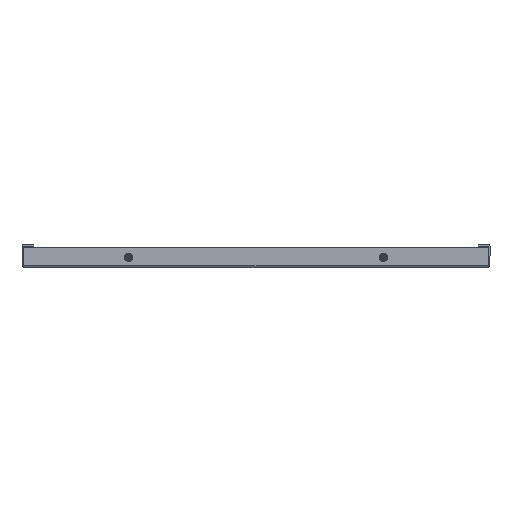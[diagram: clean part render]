
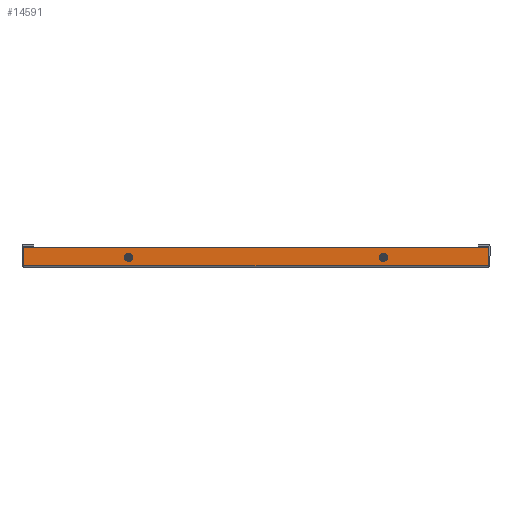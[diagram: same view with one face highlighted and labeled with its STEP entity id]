
A CAD part, front view. The second image highlights one B-rep face of the part: STEP entity #14591.
In plain terms, the highlighted planar face has unit normal (0, -1, 0).
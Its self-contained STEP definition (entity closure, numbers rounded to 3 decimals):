
#1601 = CARTESIAN_POINT ( 'NONE',  ( 221.4, -880.5, 18.5 ) ) ;
#1645 = CARTESIAN_POINT ( 'NONE',  ( -121.4, -880.5, 5.5 ) ) ;
#1772 = CARTESIAN_POINT ( 'NONE',  ( 121.4, -880.5, 5.5 ) ) ;
#1774 = CARTESIAN_POINT ( 'NONE',  ( -121.4, -880.5, 13.5 ) ) ;
#3587 = EDGE_CURVE ( 'NONE', #14113, #14300, #23162, .T. ) ;
#3595 = EDGE_CURVE ( 'NONE', #14117, #13909, #23150, .T. ) ;
#3705 = EDGE_CURVE ( 'NONE', #14362, #14310, #22961, .T. ) ;
#3707 = EDGE_CURVE ( 'NONE', #13909, #14117, #22949, .T. ) ;
#3708 = EDGE_CURVE ( 'NONE', #13830, #14310, #22953, .T. ) ;
#3709 = EDGE_CURVE ( 'NONE', #14435, #13830, #22950, .T. ) ;
#3710 = EDGE_CURVE ( 'NONE', #14435, #14362, #22947, .T. ) ;
#3711 = EDGE_CURVE ( 'NONE', #14300, #14113, #22942, .T. ) ;
#9013 = DIRECTION ( 'NONE',  ( 0., 0., -1. ) ) ;
#9015 = DIRECTION ( 'NONE',  ( 0., -1., 0. ) ) ;
#9053 = CARTESIAN_POINT ( 'NONE',  ( 121.4, -880.5, 9.5 ) ) ;
#9058 = DIRECTION ( 'NONE',  ( -1., 0., 0. ) ) ;
#9060 = CARTESIAN_POINT ( 'NONE',  ( -221.5, -880.5, 1.51 ) ) ;
#9070 = CARTESIAN_POINT ( 'NONE',  ( 221.4, -880.5, 1.51 ) ) ;
#9089 = DIRECTION ( 'NONE',  ( 0., 0., 1. ) ) ;
#9102 = DIRECTION ( 'NONE',  ( 0., 0., -1. ) ) ;
#9103 = DIRECTION ( 'NONE',  ( 0., 1., 0. ) ) ;
#9114 = DIRECTION ( 'NONE',  ( -1., 0., 0. ) ) ;
#9115 = CARTESIAN_POINT ( 'NONE',  ( -221.5, -880.5, 18.5 ) ) ;
#9160 = DIRECTION ( 'NONE',  ( 0., 0., 1. ) ) ;
#9161 = CARTESIAN_POINT ( 'NONE',  ( -121.4, -880.5, 9.5 ) ) ;
#9180 = CARTESIAN_POINT ( 'NONE',  ( -221.4, -880.5, 1.51 ) ) ;
#9531 = DIRECTION ( 'NONE',  ( 0., 0., -1. ) ) ;
#9533 = DIRECTION ( 'NONE',  ( 0., -1., 0. ) ) ;
#9534 = CARTESIAN_POINT ( 'NONE',  ( -121.4, -880.5, 9.5 ) ) ;
#9556 = DIRECTION ( 'NONE',  ( 0., 0., -1. ) ) ;
#9557 = DIRECTION ( 'NONE',  ( 0., 1., 0. ) ) ;
#9559 = CARTESIAN_POINT ( 'NONE',  ( 121.4, -880.5, 9.5 ) ) ;
#13237 = CARTESIAN_POINT ( 'NONE',  ( 221.4, -880.5, 1.51 ) ) ;
#13707 = CARTESIAN_POINT ( 'NONE',  ( -221.4, -880.5, 1.51 ) ) ;
#13830 = VERTEX_POINT ( 'NONE', #1601 ) ;
#13909 = VERTEX_POINT ( 'NONE', #1645 ) ;
#14113 = VERTEX_POINT ( 'NONE', #1772 ) ;
#14117 = VERTEX_POINT ( 'NONE', #1774 ) ;
#14300 = VERTEX_POINT ( 'NONE', #26417 ) ;
#14310 = VERTEX_POINT ( 'NONE', #26188 ) ;
#14362 = VERTEX_POINT ( 'NONE', #13707 ) ;
#14435 = VERTEX_POINT ( 'NONE', #13237 ) ;
#14591 = ADVANCED_FACE ( 'NONE', ( #22320, #22315, #22313 ), #16008, .F. ) ;
#15850 = AXIS2_PLACEMENT_3D ( 'NONE', #9053, #9103, #9102 ) ;
#15857 = AXIS2_PLACEMENT_3D ( 'NONE', #9161, #9015, #9013 ) ;
#15886 = AXIS2_PLACEMENT_3D ( 'NONE', #16009, #16373, #16372 ) ;
#15894 = AXIS2_PLACEMENT_3D ( 'NONE', #9534, #9533, #9531 ) ;
#15898 = AXIS2_PLACEMENT_3D ( 'NONE', #9559, #9557, #9556 ) ;
#16008 = PLANE ( 'NONE',  #15886 ) ;
#16009 = CARTESIAN_POINT ( 'NONE',  ( -221.5, -880.5, 18.5 ) ) ;
#16372 = DIRECTION ( 'NONE',  ( -1., 0., 0. ) ) ;
#16373 = DIRECTION ( 'NONE',  ( 0., 1., 0. ) ) ;
#19861 = ORIENTED_EDGE ( 'NONE', *, *, #3709, .T. ) ;
#19862 = ORIENTED_EDGE ( 'NONE', *, *, #3708, .T. ) ;
#19863 = ORIENTED_EDGE ( 'NONE', *, *, #3705, .F. ) ;
#19864 = ORIENTED_EDGE ( 'NONE', *, *, #3710, .F. ) ;
#19865 = ORIENTED_EDGE ( 'NONE', *, *, #3707, .F. ) ;
#19866 = ORIENTED_EDGE ( 'NONE', *, *, #3595, .F. ) ;
#19867 = ORIENTED_EDGE ( 'NONE', *, *, #3587, .T. ) ;
#19868 = ORIENTED_EDGE ( 'NONE', *, *, #3711, .T. ) ;
#21319 = EDGE_LOOP ( 'NONE', ( #19861, #19862, #19863, #19864 ) ) ;
#21324 = EDGE_LOOP ( 'NONE', ( #19865, #19866 ) ) ;
#21326 = EDGE_LOOP ( 'NONE', ( #19867, #19868 ) ) ;
#22313 = FACE_BOUND ( 'NONE', #21326, .T. ) ;
#22315 = FACE_BOUND ( 'NONE', #21324, .T. ) ;
#22320 = FACE_OUTER_BOUND ( 'NONE', #21319, .T. ) ;
#22942 = CIRCLE ( 'NONE', #15850, 4. ) ;
#22946 = VECTOR ( 'NONE', #9058, 1000. ) ;
#22947 = LINE ( 'NONE', #9060, #22946 ) ;
#22948 = VECTOR ( 'NONE', #9089, 1000. ) ;
#22949 = CIRCLE ( 'NONE', #15857, 4. ) ;
#22950 = LINE ( 'NONE', #9070, #22948 ) ;
#22952 = VECTOR ( 'NONE', #9114, 1000. ) ;
#22953 = LINE ( 'NONE', #9115, #22952 ) ;
#22954 = VECTOR ( 'NONE', #9160, 1000. ) ;
#22961 = LINE ( 'NONE', #9180, #22954 ) ;
#23150 = CIRCLE ( 'NONE', #15894, 4. ) ;
#23162 = CIRCLE ( 'NONE', #15898, 4. ) ;
#26188 = CARTESIAN_POINT ( 'NONE',  ( -221.4, -880.5, 18.5 ) ) ;
#26417 = CARTESIAN_POINT ( 'NONE',  ( 121.4, -880.5, 13.5 ) ) ;
